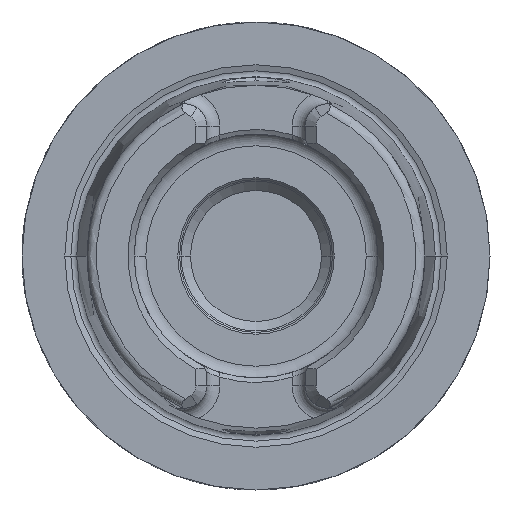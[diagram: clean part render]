
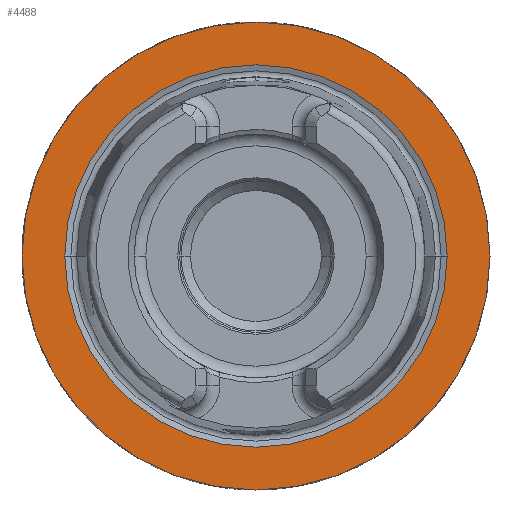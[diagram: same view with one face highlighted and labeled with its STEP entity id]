
A CAD part, left-side view. The second image highlights one B-rep face of the part: STEP entity #4488.
In plain terms, the highlighted planar face has unit normal (-1, 0, 0).
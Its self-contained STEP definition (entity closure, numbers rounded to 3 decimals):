
#867=CARTESIAN_POINT('',(0.,0.,0.));
#868=DIRECTION('',(1.,0.,0.));
#869=DIRECTION('',(0.,1.,0.));
#870=AXIS2_PLACEMENT_3D('',#867,#868,#869);
#872=CARTESIAN_POINT('',(0.,0.,0.));
#873=DIRECTION('',(-1.,0.,0.));
#874=DIRECTION('',(0.,1.,0.));
#875=AXIS2_PLACEMENT_3D('',#872,#873,#874);
#877=CARTESIAN_POINT('',(0.,0.,0.));
#878=DIRECTION('',(-1.,0.,0.));
#879=DIRECTION('',(0.,-1.,0.));
#880=AXIS2_PLACEMENT_3D('',#877,#878,#879);
#882=CARTESIAN_POINT('',(0.,0.,0.));
#883=DIRECTION('',(-1.,0.,0.));
#884=DIRECTION('',(0.,1.,0.));
#885=AXIS2_PLACEMENT_3D('',#882,#883,#884);
#3017=CARTESIAN_POINT('',(0.,-20.425,0.));
#3018=VERTEX_POINT('',#3017);
#3019=CARTESIAN_POINT('',(0.,20.425,0.));
#3020=VERTEX_POINT('',#3019);
#3339=CARTESIAN_POINT('',(0.,25.,0.));
#3340=CARTESIAN_POINT('',(0.,-25.,0.));
#3341=VERTEX_POINT('',#3339);
#3342=VERTEX_POINT('',#3340);
#4473=CARTESIAN_POINT('',(0.,0.,0.));
#4474=DIRECTION('',(1.,0.,0.));
#4475=DIRECTION('',(0.,-1.,0.));
#4476=AXIS2_PLACEMENT_3D('',#4473,#4474,#4475);
#4477=PLANE('',#4476);
#4479=ORIENTED_EDGE('',*,*,#4478,.T.);
#4481=ORIENTED_EDGE('',*,*,#4480,.F.);
#4482=EDGE_LOOP('',(#4479,#4481));
#4483=FACE_OUTER_BOUND('',#4482,.F.);
#4484=ORIENTED_EDGE('',*,*,#4468,.T.);
#4485=ORIENTED_EDGE('',*,*,#4452,.T.);
#4486=EDGE_LOOP('',(#4484,#4485));
#4487=FACE_BOUND('',#4486,.F.);
#4488=ADVANCED_FACE('',(#4483,#4487),#4477,.F.);
#871=CIRCLE('',#870,25.);
#876=CIRCLE('',#875,25.);
#881=CIRCLE('',#880,20.425);
#886=CIRCLE('',#885,20.425);
#4452=EDGE_CURVE('',#3020,#3018,#886,.T.);
#4468=EDGE_CURVE('',#3018,#3020,#881,.T.);
#4478=EDGE_CURVE('',#3341,#3342,#871,.T.);
#4480=EDGE_CURVE('',#3341,#3342,#876,.T.);
